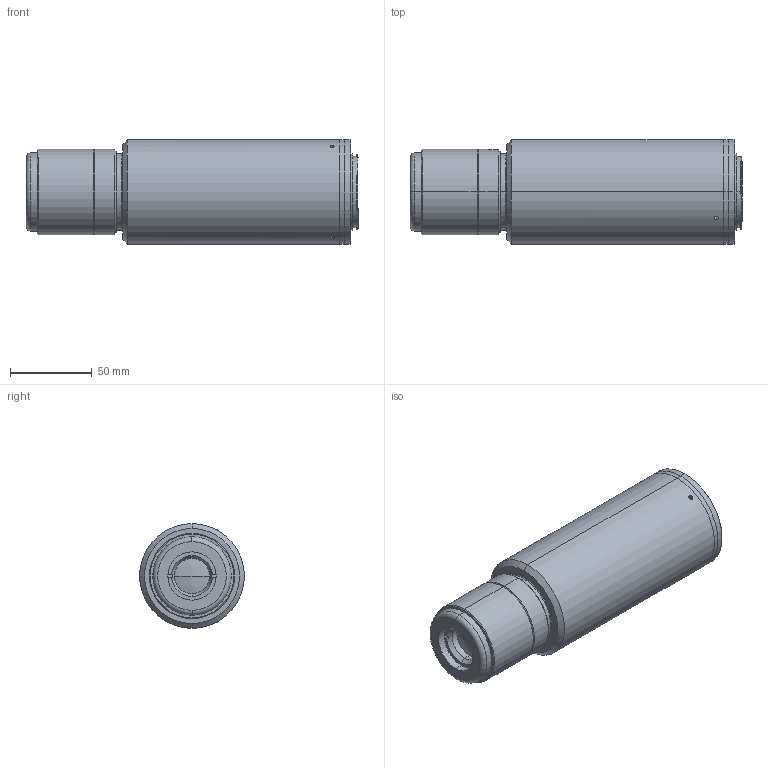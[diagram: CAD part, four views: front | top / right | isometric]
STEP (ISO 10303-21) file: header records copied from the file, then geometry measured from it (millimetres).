
FILE_DESCRIPTION (( 'STEP AP203' ), '1' );
FILE_NAME ('DP23013_MC4K175X-F.step', '2020-09-10T13:37:54', ( '' ), ( '' ), 'SwSTEP 2.0', 'SolidWorks 2020', '' );
FILE_SCHEMA (( 'CONFIG_CONTROL_DESIGN' ));
Length unit declared in the file: millimetre
Products named in the file (1): DP23013_MC4K175X-F
Bounding box: 202.82 x 64 x 64 mm (x, y, z)
Surface area: 77177.5 mm2 (no closed solid volume)
Topology: 0 solids, 9 shells, 106 faces, 300 edges, 204 vertices
Faces by surface type: cylinder 51, plane 29, cone 22, sphere 2, torus 2
Entity records: 3969 total; most frequent: CARTESIAN_POINT 1096, DIRECTION 633, ORIENTED_EDGE 503, EDGE_CURVE 300, AXIS2_PLACEMENT_3D 255, VERTEX_POINT 204, CIRCLE 148, EDGE_LOOP 127
